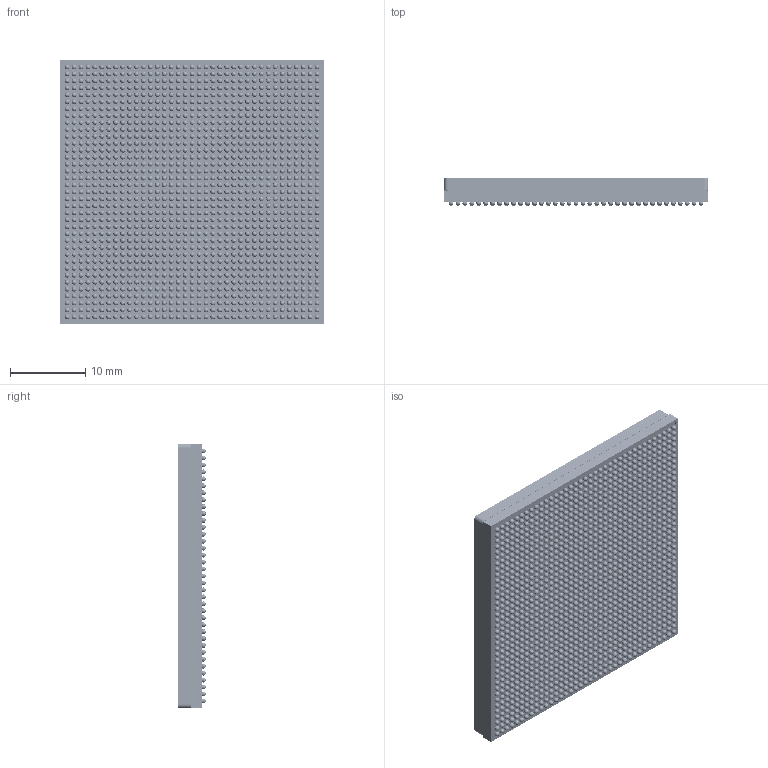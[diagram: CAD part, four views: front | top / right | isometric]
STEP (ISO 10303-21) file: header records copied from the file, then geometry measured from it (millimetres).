
FILE_DESCRIPTION((''),'2;1');
FILE_NAME('00_OBG0344_VC1502-VSVA1369_ASM','2021-12-06T',('Administrator'),(''),'PRO/ENGINEER BY PARAMETRIC TECHNOLOGY CORPORATION, 2017170','PRO/ENGINEER BY PARAMETRIC TECHNOLOGY CORPORATION, 2017170','');
FILE_SCHEMA(('CONFIG_CONTROL_DESIGN'));
Length unit declared in the file: millimetre
Products named in the file (7): SUBSTRATE_; ADHESIVE_; LID; BGA; BGA_1; BGA_ASSY_ASM; 00_OBG0344_VC1502-VSVA1369_ASM
Assembly tree (1373 placements, depth 3):
  00_OBG0344_VC1502-VSVA1369_ASM
    SUBSTRATE_
    ADHESIVE_
    LID
    BGA_ASSY_ASM
      BGA  x703
      BGA_1  x666
Bounding box: 35 x 3.64 x 35 mm (x, y, z)
Volume: 4032.1 mm3; surface area: 9496.8 mm2
Topology: 1372 solids, 1372 shells, 2771 faces, 8289 edges, 2788 vertices
Faces by surface type: sphere 2738, plane 23, cylinder 10
Entity records: 17945 total; most frequent: DIRECTION 5675, CARTESIAN_POINT 2919, AXIS2_PLACEMENT_3D 2810, PRODUCT_DEFINITION_SHAPE 1380, ITEM_DEFINED_TRANSFORMATION 1373, CONTEXT_DEPENDENT_SHAPE_REPRESENTATION 1373, NEXT_ASSEMBLY_USAGE_OCCURRENCE 1373, ORIENTED_EDGE 158
